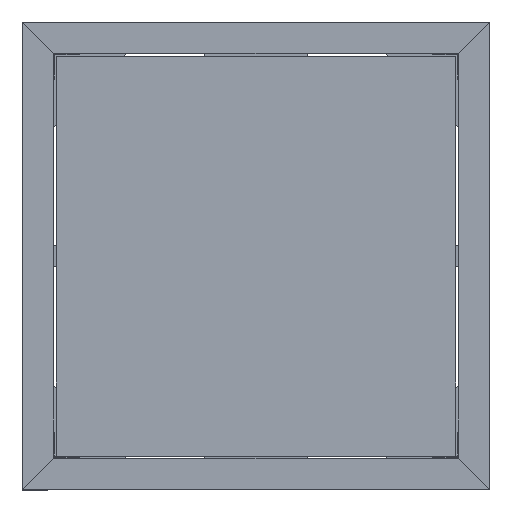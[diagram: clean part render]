
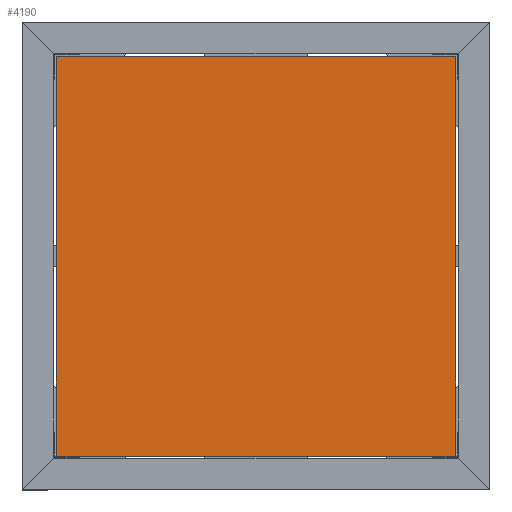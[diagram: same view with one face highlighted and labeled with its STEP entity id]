
A CAD part, top view. The second image highlights one B-rep face of the part: STEP entity #4190.
In plain terms, the highlighted planar face has unit normal (0, 0, 1).
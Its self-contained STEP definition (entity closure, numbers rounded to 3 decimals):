
#114=FACE_OUTER_BOUND('',#382,.T.);
#382=EDGE_LOOP('',(#2667,#2668,#2669,#2670));
#682=LINE('',#6013,#1198);
#683=LINE('',#6015,#1199);
#684=LINE('',#6017,#1200);
#685=LINE('',#6018,#1201);
#1198=VECTOR('',#4922,10.);
#1199=VECTOR('',#4923,10.);
#1200=VECTOR('',#4924,10.);
#1201=VECTOR('',#4925,10.);
#1691=VERTEX_POINT('',#6011);
#1692=VERTEX_POINT('',#6012);
#1693=VERTEX_POINT('',#6014);
#1694=VERTEX_POINT('',#6016);
#2062=EDGE_CURVE('',#1691,#1692,#682,.T.);
#2063=EDGE_CURVE('',#1692,#1693,#683,.T.);
#2064=EDGE_CURVE('',#1693,#1694,#684,.T.);
#2065=EDGE_CURVE('',#1694,#1691,#685,.T.);
#2667=ORIENTED_EDGE('',*,*,#2062,.T.);
#2668=ORIENTED_EDGE('',*,*,#2063,.T.);
#2669=ORIENTED_EDGE('',*,*,#2064,.T.);
#2670=ORIENTED_EDGE('',*,*,#2065,.T.);
#3620=PLANE('',#4524);
#4190=ADVANCED_FACE('',(#114),#3620,.T.);
#4524=AXIS2_PLACEMENT_3D('',#6010,#4920,#4921);
#4920=DIRECTION('center_axis',(0.,0.,
1.));
#4921=DIRECTION('ref_axis',(1.,0.,0.));
#4922=DIRECTION('',(1.,0.,0.));
#4923=DIRECTION('',(0.,1.,0.));
#4924=DIRECTION('',(-1.,0.,0.));
#4925=DIRECTION('',(0.,-1.,0.));
#6010=CARTESIAN_POINT('Origin',(695.249,710.46,378.384));
#6011=CARTESIAN_POINT('',(310.249,325.46,378.384));
#6012=CARTESIAN_POINT('',(1080.249,325.46,378.384));
#6013=CARTESIAN_POINT('',(1080.249,325.46,378.384));
#6014=CARTESIAN_POINT('',(1080.249,1095.46,378.384));
#6015=CARTESIAN_POINT('',(1080.249,1095.46,378.384));
#6016=CARTESIAN_POINT('',(310.249,1095.46,378.384));
#6017=CARTESIAN_POINT('',(310.249,1095.46,378.384));
#6018=CARTESIAN_POINT('',(310.249,325.46,378.384));
